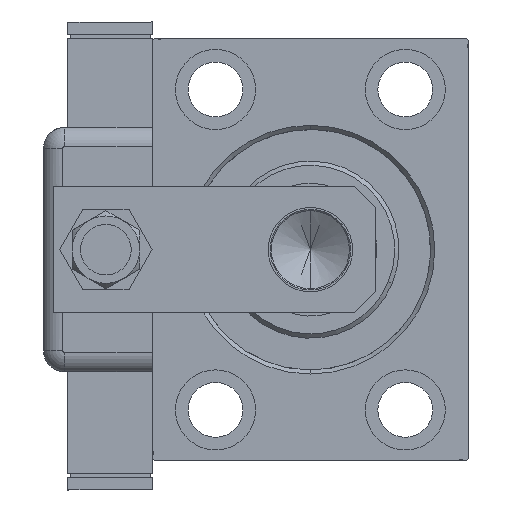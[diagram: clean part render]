
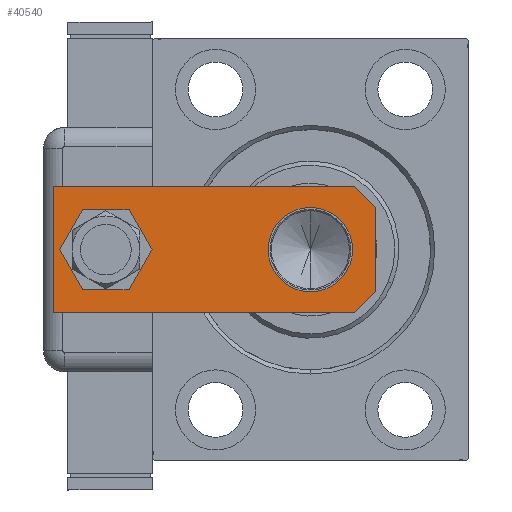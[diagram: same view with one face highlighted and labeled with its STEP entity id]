
A CAD part, left-side view. The second image highlights one B-rep face of the part: STEP entity #40540.
In plain terms, the highlighted face is planar.
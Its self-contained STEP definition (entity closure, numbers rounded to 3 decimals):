
#716 = DIRECTION ( 'NONE',  ( 1., 0., 0. ) ) ;
#1079 = CIRCLE ( 'NONE', #20442, 10. ) ;
#1318 = FACE_BOUND ( 'NONE', #13003, .T. ) ;
#1342 = DIRECTION ( 'NONE',  ( -0.707, -0.707, 0. ) ) ;
#2608 = CARTESIAN_POINT ( 'NONE',  ( 7., 64., 0. ) ) ;
#2954 = DIRECTION ( 'NONE',  ( 1., 0., 0. ) ) ;
#3822 = CARTESIAN_POINT ( 'NONE',  ( 15., 76.5, 0. ) ) ;
#4684 = CARTESIAN_POINT ( 'NONE',  ( -7., 64., 0. ) ) ;
#5255 = FACE_BOUND ( 'NONE', #41072, .T. ) ;
#5613 = EDGE_CURVE ( 'NONE', #30610, #15853, #50227, .T. ) ;
#5701 = CARTESIAN_POINT ( 'NONE',  ( -15., 0., 0. ) ) ;
#8073 = EDGE_CURVE ( 'NONE', #51383, #49756, #27116, .T. ) ;
#8214 = CARTESIAN_POINT ( 'NONE',  ( -15., 5., 0. ) ) ;
#10748 = EDGE_CURVE ( 'NONE', #17548, #57943, #42857, .T. ) ;
#11128 = CIRCLE ( 'NONE', #52633, 10. ) ;
#11211 = CARTESIAN_POINT ( 'NONE',  ( 15., 5., 0. ) ) ;
#11497 = DIRECTION ( 'NONE',  ( 0., 0., 1. ) ) ;
#12912 = EDGE_CURVE ( 'NONE', #49756, #14248, #54286, .T. ) ;
#13003 = EDGE_LOOP ( 'NONE', ( #34381, #33742 ) ) ;
#13124 = EDGE_CURVE ( 'NONE', #51887, #15853, #34917, .T. ) ;
#14248 = VERTEX_POINT ( 'NONE', #8214 ) ;
#14929 = VECTOR ( 'NONE', #49747, 1000. ) ;
#14972 = DIRECTION ( 'NONE',  ( 1., 0., 0. ) ) ;
#15853 = VERTEX_POINT ( 'NONE', #49285 ) ;
#16023 = VERTEX_POINT ( 'NONE', #33843 ) ;
#17548 = VERTEX_POINT ( 'NONE', #4684 ) ;
#17573 = EDGE_CURVE ( 'NONE', #51887, #51383, #19202, .T. ) ;
#19202 = LINE ( 'NONE', #56378, #53556 ) ;
#19213 = EDGE_CURVE ( 'NONE', #16023, #47930, #11128, .T. ) ;
#19776 = CARTESIAN_POINT ( 'NONE',  ( 0., 0., 0. ) ) ;
#19867 = ORIENTED_EDGE ( 'NONE', *, *, #17573, .F. ) ;
#20442 = AXIS2_PLACEMENT_3D ( 'NONE', #26248, #53441, #2954 ) ;
#20454 = ORIENTED_EDGE ( 'NONE', *, *, #13124, .T. ) ;
#20616 = CARTESIAN_POINT ( 'NONE',  ( 0., 64., 0. ) ) ;
#23213 = ORIENTED_EDGE ( 'NONE', *, *, #38885, .T. ) ;
#23307 = CARTESIAN_POINT ( 'NONE',  ( -10., 0., 0. ) ) ;
#23432 = VECTOR ( 'NONE', #53422, 1000. ) ;
#23724 = PLANE ( 'NONE',  #32179 ) ;
#24352 = DIRECTION ( 'NONE',  ( 0., 0., 1. ) ) ;
#25993 = CIRCLE ( 'NONE', #35615, 7. ) ;
#26248 = CARTESIAN_POINT ( 'NONE',  ( 0., 15.5, 0. ) ) ;
#27116 = LINE ( 'NONE', #3822, #23432 ) ;
#30610 = VERTEX_POINT ( 'NONE', #44647 ) ;
#31248 = EDGE_CURVE ( 'NONE', #57943, #17548, #25993, .T. ) ;
#31335 = CARTESIAN_POINT ( 'NONE',  ( -15., 76.5, 0. ) ) ;
#31676 = CARTESIAN_POINT ( 'NONE',  ( -15., 76.5, 0. ) ) ;
#31725 = CARTESIAN_POINT ( 'NONE',  ( 10., 15.5, 0. ) ) ;
#32179 = AXIS2_PLACEMENT_3D ( 'NONE', #19776, #46993, #716 ) ;
#33742 = ORIENTED_EDGE ( 'NONE', *, *, #31248, .T. ) ;
#33843 = CARTESIAN_POINT ( 'NONE',  ( -10., 15.5, 0. ) ) ;
#34381 = ORIENTED_EDGE ( 'NONE', *, *, #10748, .T. ) ;
#34792 = DIRECTION ( 'NONE',  ( 1., 0., 0. ) ) ;
#34917 = LINE ( 'NONE', #42777, #58391 ) ;
#35287 = ORIENTED_EDGE ( 'NONE', *, *, #12912, .F. ) ;
#35615 = AXIS2_PLACEMENT_3D ( 'NONE', #20616, #49026, #52957 ) ;
#36237 = EDGE_CURVE ( 'NONE', #47930, #16023, #1079, .T. ) ;
#37896 = VECTOR ( 'NONE', #46289, 1000. ) ;
#37939 = FACE_OUTER_BOUND ( 'NONE', #52412, .T. ) ;
#37941 = ORIENTED_EDGE ( 'NONE', *, *, #5613, .F. ) ;
#38396 = ORIENTED_EDGE ( 'NONE', *, *, #36237, .T. ) ;
#38885 = EDGE_CURVE ( 'NONE', #30610, #14248, #42058, .T. ) ;
#40540 = ADVANCED_FACE ( 'NONE', ( #37939, #1318, #5255 ), #23724, .F. ) ;
#40895 = DIRECTION ( 'NONE',  ( 1., 0., 0. ) ) ;
#41072 = EDGE_LOOP ( 'NONE', ( #41155, #38396 ) ) ;
#41155 = ORIENTED_EDGE ( 'NONE', *, *, #19213, .T. ) ;
#41807 = ORIENTED_EDGE ( 'NONE', *, *, #8073, .F. ) ;
#42058 = LINE ( 'NONE', #23307, #37896 ) ;
#42777 = CARTESIAN_POINT ( 'NONE',  ( 15., 5., 0. ) ) ;
#42780 = DIRECTION ( 'NONE',  ( 0., 1., 0. ) ) ;
#42857 = CIRCLE ( 'NONE', #46693, 7. ) ;
#43417 = CARTESIAN_POINT ( 'NONE',  ( 15., 76.5, 0. ) ) ;
#44647 = CARTESIAN_POINT ( 'NONE',  ( -10., 0., 0. ) ) ;
#46289 = DIRECTION ( 'NONE',  ( -0.707, 0.707, 0. ) ) ;
#46693 = AXIS2_PLACEMENT_3D ( 'NONE', #47320, #24352, #14972 ) ;
#46993 = DIRECTION ( 'NONE',  ( 0., 0., 1. ) ) ;
#47320 = CARTESIAN_POINT ( 'NONE',  ( 0., 64., 0. ) ) ;
#47930 = VERTEX_POINT ( 'NONE', #31725 ) ;
#49026 = DIRECTION ( 'NONE',  ( 0., 0., 1. ) ) ;
#49285 = CARTESIAN_POINT ( 'NONE',  ( 10., 0., 0. ) ) ;
#49747 = DIRECTION ( 'NONE',  ( 0., -1., 0. ) ) ;
#49756 = VERTEX_POINT ( 'NONE', #31676 ) ;
#50227 = LINE ( 'NONE', #5701, #58093 ) ;
#51383 = VERTEX_POINT ( 'NONE', #43417 ) ;
#51887 = VERTEX_POINT ( 'NONE', #11211 ) ;
#52412 = EDGE_LOOP ( 'NONE', ( #37941, #23213, #35287, #41807, #19867, #20454 ) ) ;
#52633 = AXIS2_PLACEMENT_3D ( 'NONE', #57741, #11497, #34792 ) ;
#52957 = DIRECTION ( 'NONE',  ( 1., 0., 0. ) ) ;
#53422 = DIRECTION ( 'NONE',  ( -1., 0., 0. ) ) ;
#53441 = DIRECTION ( 'NONE',  ( 0., 0., 1. ) ) ;
#53556 = VECTOR ( 'NONE', #42780, 1000. ) ;
#54286 = LINE ( 'NONE', #31335, #14929 ) ;
#56378 = CARTESIAN_POINT ( 'NONE',  ( 15., 0., 0. ) ) ;
#57741 = CARTESIAN_POINT ( 'NONE',  ( 0., 15.5, 0. ) ) ;
#57943 = VERTEX_POINT ( 'NONE', #2608 ) ;
#58093 = VECTOR ( 'NONE', #40895, 1000. ) ;
#58391 = VECTOR ( 'NONE', #1342, 1000. ) ;
